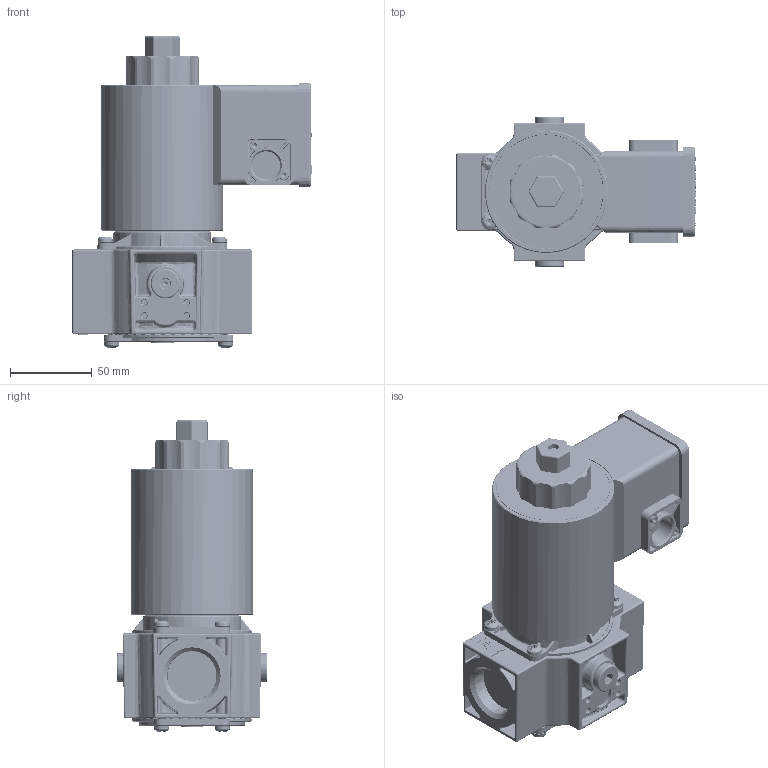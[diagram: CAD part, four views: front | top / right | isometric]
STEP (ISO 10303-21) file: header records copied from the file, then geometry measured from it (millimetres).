
FILE_DESCRIPTION(/* description */ (''),/* implementation_level */ '2;1');
FILE_NAME(/* name */ '246922.ipt.step',/* time_stamp */ '2015-12-15T15:25:00+01:00',/* author */ ('JT'),/* organization */ (''),/* preprocessor_version */ 'ST-DEVELOPER v15.2',/* originating_system */ 'Autodesk Inventor 2014',/* authorisation */ '');
FILE_SCHEMA (('AUTOMOTIVE_DESIGN { 1 0 10303 214 3 1 1 }'));
Length unit declared in the file: millimetre
Products named in the file (1): 246922
Bounding box: 146.48 x 92 x 190.7 mm (x, y, z)
Volume: 970264.4 mm3; surface area: 118605.8 mm2
Topology: 2 solids, 8 shells, 8260 faces, 21837 edges, 13580 vertices
Faces by surface type: bspline 4750, cylinder 1744, plane 756, cone 496, torus 384, sphere 130
Full cylindrical faces by diameter (mm): 2.5 x4, 3 x1, 3.6 x1, 4.2 x8, 5 x1, 5.3 x4, 9.73 x1, 9.9 x1, 13 x2, 13.16 x2, 14 x5, 17.26 x2, 18 x4, 69.5 x1, 75 x1
Entity records: 363676 total; most frequent: CARTESIAN_POINT 196078, ORIENTED_EDGE 42304, DIRECTION 25445, EDGE_CURVE 21152, VERTEX_POINT 13313, AXIS2_PLACEMENT_3D 10926, B_SPLINE_CURVE_WITH_KNOTS 9908, EDGE_LOOP 8507
